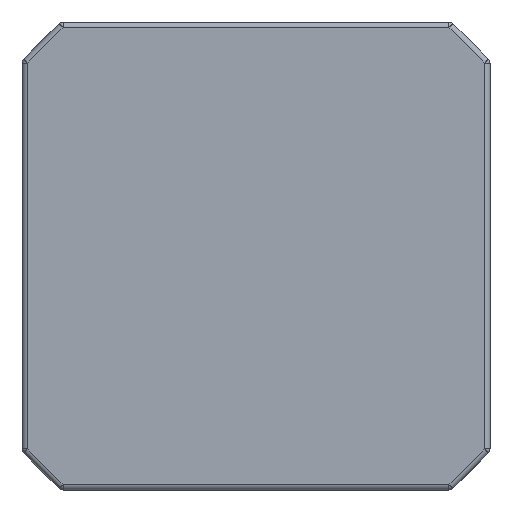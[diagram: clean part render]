
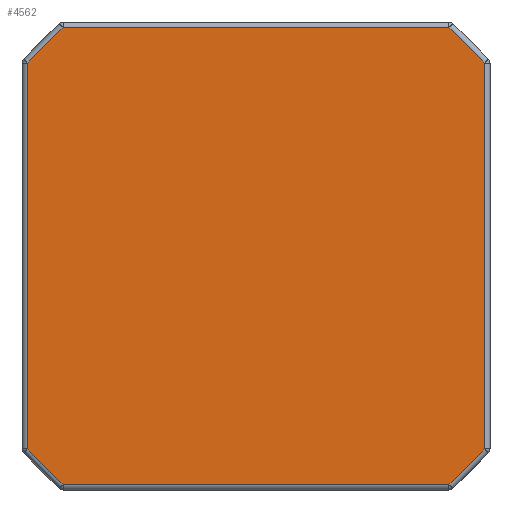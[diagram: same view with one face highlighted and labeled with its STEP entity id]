
A CAD part, front view. The second image highlights one B-rep face of the part: STEP entity #4562.
In plain terms, the highlighted planar face has unit normal (0, -1, 0).
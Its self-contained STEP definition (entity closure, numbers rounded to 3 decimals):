
#348=PLANE('',#4914);
#443=FACE_OUTER_BOUND('',#721,.T.);
#721=EDGE_LOOP('',(#3110,#3111,#3112,#3113,#3114,#3115,#3116,#3117));
#1006=LINE('',#6532,#1311);
#1009=LINE('',#6543,#1314);
#1010=LINE('',#6550,#1315);
#1013=LINE('',#6563,#1318);
#1014=LINE('',#6570,#1319);
#1017=LINE('',#6583,#1322);
#1018=LINE('',#6590,#1323);
#1021=LINE('',#6602,#1326);
#1311=VECTOR('',#5366,10.);
#1314=VECTOR('',#5377,10.);
#1315=VECTOR('',#5386,10.);
#1318=VECTOR('',#5401,10.);
#1319=VECTOR('',#5410,10.);
#1322=VECTOR('',#5425,10.);
#1323=VECTOR('',#5434,10.);
#1326=VECTOR('',#5449,10.);
#1782=VERTEX_POINT('',#6529);
#1783=VERTEX_POINT('',#6531);
#1785=VERTEX_POINT('',#6537);
#1789=VERTEX_POINT('',#6549);
#1791=VERTEX_POINT('',#6557);
#1795=VERTEX_POINT('',#6569);
#1797=VERTEX_POINT('',#6577);
#1801=VERTEX_POINT('',#6589);
#2252=EDGE_CURVE('',#1782,#1783,#1006,.T.);
#2258=EDGE_CURVE('',#1783,#1785,#1009,.T.);
#2261=EDGE_CURVE('',#1785,#1789,#1010,.T.);
#2268=EDGE_CURVE('',#1789,#1791,#1013,.T.);
#2271=EDGE_CURVE('',#1791,#1795,#1014,.T.);
#2278=EDGE_CURVE('',#1795,#1797,#1017,.T.);
#2281=EDGE_CURVE('',#1797,#1801,#1018,.T.);
#2288=EDGE_CURVE('',#1801,#1782,#1021,.T.);
#3110=ORIENTED_EDGE('',*,*,#2252,.F.);
#3111=ORIENTED_EDGE('',*,*,#2288,.F.);
#3112=ORIENTED_EDGE('',*,*,#2281,.F.);
#3113=ORIENTED_EDGE('',*,*,#2278,.F.);
#3114=ORIENTED_EDGE('',*,*,#2271,.F.);
#3115=ORIENTED_EDGE('',*,*,#2268,.F.);
#3116=ORIENTED_EDGE('',*,*,#2261,.F.);
#3117=ORIENTED_EDGE('',*,*,#2258,.F.);
#4562=ADVANCED_FACE('',(#443),#348,.T.);
#4914=AXIS2_PLACEMENT_3D('',#6657,#5503,#5504);
#5366=DIRECTION('',(0.707,0.,0.707));
#5377=DIRECTION('',(1.,0.,0.));
#5386=DIRECTION('',(0.707,0.,-0.707));
#5401=DIRECTION('',(0.,0.,-1.));
#5410=DIRECTION('',(-0.707,0.,-0.707));
#5425=DIRECTION('',(-1.,0.,0.));
#5434=DIRECTION('',(-0.707,0.,0.707));
#5449=DIRECTION('',(0.,0.,1.));
#5503=DIRECTION('center_axis',(0.,-1.,0.));
#5504=DIRECTION('ref_axis',(0.,0.,-1.));
#6529=CARTESIAN_POINT('',(-20.65,-16.5,17.443));
#6531=CARTESIAN_POINT('',(-17.443,-16.5,20.65));
#6532=CARTESIAN_POINT('',(-19.046,-16.5,19.046));
#6537=CARTESIAN_POINT('',(17.443,-16.5,20.65));
#6543=CARTESIAN_POINT('',(-10.575,-16.5,20.65));
#6549=CARTESIAN_POINT('',(20.65,-16.5,17.443));
#6550=CARTESIAN_POINT('',(19.046,-16.5,19.046));
#6557=CARTESIAN_POINT('',(20.65,-16.5,-17.443));
#6563=CARTESIAN_POINT('',(20.65,-16.5,10.575));
#6569=CARTESIAN_POINT('',(17.443,-16.5,-20.65));
#6570=CARTESIAN_POINT('',(19.046,-16.5,-19.046));
#6577=CARTESIAN_POINT('',(-17.443,-16.5,-20.65));
#6583=CARTESIAN_POINT('',(10.575,-16.5,-20.65));
#6589=CARTESIAN_POINT('',(-20.65,-16.5,-17.443));
#6590=CARTESIAN_POINT('',(-19.046,-16.5,-19.046));
#6602=CARTESIAN_POINT('',(-20.65,-16.5,-10.575));
#6657=CARTESIAN_POINT('Origin',(0.,-16.5,0.));
